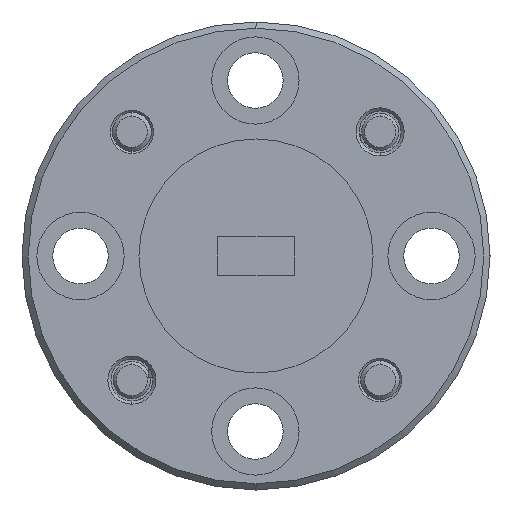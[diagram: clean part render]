
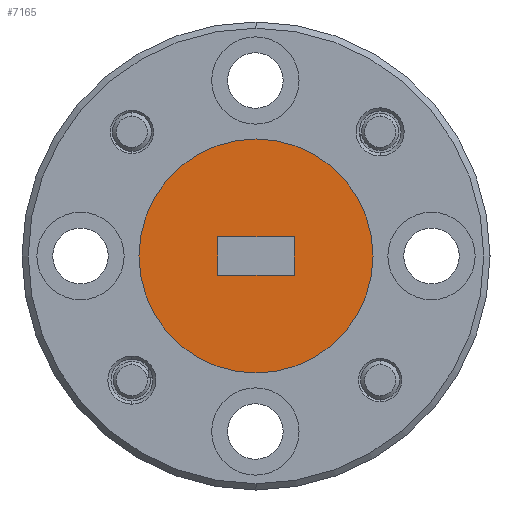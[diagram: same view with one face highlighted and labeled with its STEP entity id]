
A CAD part, left-side view. The second image highlights one B-rep face of the part: STEP entity #7165.
In plain terms, the highlighted planar face has unit normal (-1, 0, 0).
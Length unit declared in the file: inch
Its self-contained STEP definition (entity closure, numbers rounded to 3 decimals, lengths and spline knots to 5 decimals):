
#149 = CARTESIAN_POINT ( 'NONE',  ( -0.6, -0.0025, 0. ) ) ;
#169 = FACE_BOUND ( 'NONE', #8231, .T. ) ;
#261 = CARTESIAN_POINT ( 'NONE',  ( -0.6, -0.0635, -0.0305 ) ) ;
#266 = VECTOR ( 'NONE', #2445, 39.37008 ) ;
#431 = CIRCLE ( 'NONE', #1895, 0.1875 ) ;
#464 = CARTESIAN_POINT ( 'NONE',  ( -0.6, -0.0025, 0. ) ) ;
#512 = EDGE_CURVE ( 'NONE', #4695, #3155, #5219, .T. ) ;
#896 = ORIENTED_EDGE ( 'NONE', *, *, #2963, .F. ) ;
#1174 = VERTEX_POINT ( 'NONE', #6818 ) ;
#1838 = DIRECTION ( 'NONE',  ( -1., 0., 0. ) ) ;
#1895 = AXIS2_PLACEMENT_3D ( 'NONE', #149, #2712, #7236 ) ;
#2445 = DIRECTION ( 'NONE',  ( 0., 0., 1. ) ) ;
#2510 = VECTOR ( 'NONE', #4539, 39.37008 ) ;
#2568 = DIRECTION ( 'NONE',  ( 0., 0., -1. ) ) ;
#2628 = VECTOR ( 'NONE', #5856, 39.37008 ) ;
#2648 = FACE_OUTER_BOUND ( 'NONE', #7836, .T. ) ;
#2712 = DIRECTION ( 'NONE',  ( -1., 0., 0. ) ) ;
#2963 = EDGE_CURVE ( 'NONE', #4695, #7581, #6914, .T. ) ;
#3072 = CARTESIAN_POINT ( 'NONE',  ( -0.6, -0.0635, 0.0305 ) ) ;
#3105 = CARTESIAN_POINT ( 'NONE',  ( -0.6, 0.0585, -0.0305 ) ) ;
#3114 = CIRCLE ( 'NONE', #6356, 0.1875 ) ;
#3155 = VERTEX_POINT ( 'NONE', #5165 ) ;
#3705 = LINE ( 'NONE', #3072, #266 ) ;
#4446 = EDGE_CURVE ( 'NONE', #1174, #5776, #3114, .T. ) ;
#4539 = DIRECTION ( 'NONE',  ( 0., -1., 0. ) ) ;
#4584 = CARTESIAN_POINT ( 'NONE',  ( -0.6, 0.38, 0.38 ) ) ;
#4591 = ORIENTED_EDGE ( 'NONE', *, *, #512, .T. ) ;
#4607 = CARTESIAN_POINT ( 'NONE',  ( -0.6, 0.0585, 0.0305 ) ) ;
#4695 = VERTEX_POINT ( 'NONE', #4607 ) ;
#4730 = EDGE_CURVE ( 'NONE', #5776, #1174, #431, .T. ) ;
#5165 = CARTESIAN_POINT ( 'NONE',  ( -0.6, -0.0635, 0.0305 ) ) ;
#5219 = LINE ( 'NONE', #5854, #2510 ) ;
#5251 = EDGE_CURVE ( 'NONE', #7201, #3155, #3705, .T. ) ;
#5517 = DIRECTION ( 'NONE',  ( 0., 0., 1. ) ) ;
#5776 = VERTEX_POINT ( 'NONE', #7195 ) ;
#5778 = DIRECTION ( 'NONE',  ( 1., 0., 0. ) ) ;
#5854 = CARTESIAN_POINT ( 'NONE',  ( -0.6, 0.0585, 0.0305 ) ) ;
#5856 = DIRECTION ( 'NONE',  ( 0., -1., 0. ) ) ;
#6134 = ORIENTED_EDGE ( 'NONE', *, *, #4446, .T. ) ;
#6356 = AXIS2_PLACEMENT_3D ( 'NONE', #464, #1838, #5517 ) ;
#6486 = CARTESIAN_POINT ( 'NONE',  ( -0.6, 0.0585, -0.0305 ) ) ;
#6541 = ORIENTED_EDGE ( 'NONE', *, *, #5251, .F. ) ;
#6818 = CARTESIAN_POINT ( 'NONE',  ( -0.6, -0.0025, -0.1875 ) ) ;
#6914 = LINE ( 'NONE', #3105, #7661 ) ;
#7004 = ORIENTED_EDGE ( 'NONE', *, *, #4730, .T. ) ;
#7131 = LINE ( 'NONE', #7209, #2628 ) ;
#7152 = EDGE_CURVE ( 'NONE', #7581, #7201, #7131, .T. ) ;
#7165 = ADVANCED_FACE ( 'NONE', ( #2648, #169 ), #7810, .F. ) ;
#7195 = CARTESIAN_POINT ( 'NONE',  ( -0.6, -0.0025, 0.1875 ) ) ;
#7201 = VERTEX_POINT ( 'NONE', #261 ) ;
#7209 = CARTESIAN_POINT ( 'NONE',  ( -0.6, 0.0585, -0.0305 ) ) ;
#7236 = DIRECTION ( 'NONE',  ( 0., 0., 1. ) ) ;
#7581 = VERTEX_POINT ( 'NONE', #6486 ) ;
#7628 = DIRECTION ( 'NONE',  ( 0., 0., -1. ) ) ;
#7661 = VECTOR ( 'NONE', #7628, 39.37008 ) ;
#7810 = PLANE ( 'NONE',  #8296 ) ;
#7836 = EDGE_LOOP ( 'NONE', ( #7004, #6134 ) ) ;
#8231 = EDGE_LOOP ( 'NONE', ( #4591, #6541, #8339, #896 ) ) ;
#8296 = AXIS2_PLACEMENT_3D ( 'NONE', #4584, #5778, #2568 ) ;
#8339 = ORIENTED_EDGE ( 'NONE', *, *, #7152, .F. ) ;
